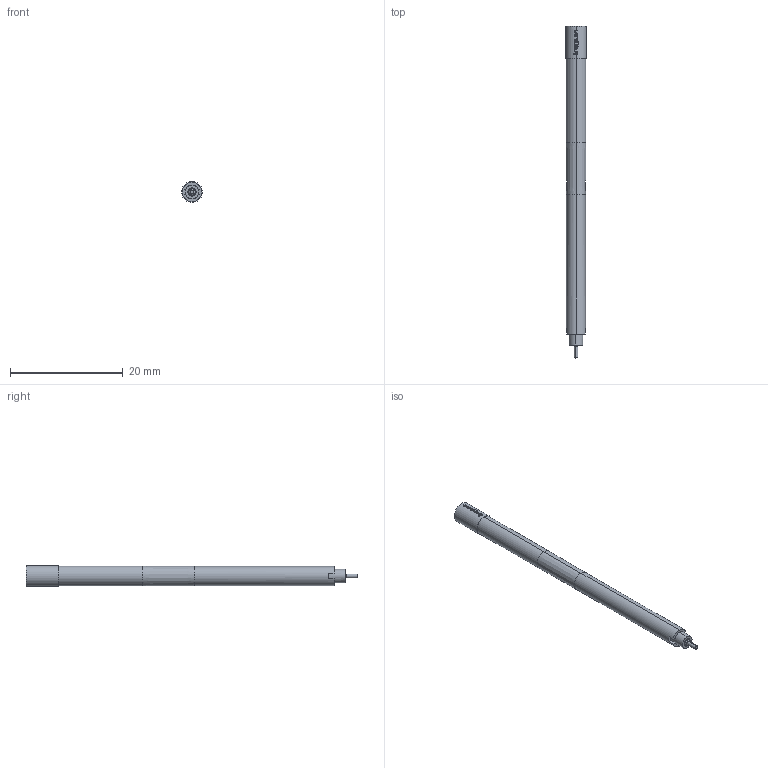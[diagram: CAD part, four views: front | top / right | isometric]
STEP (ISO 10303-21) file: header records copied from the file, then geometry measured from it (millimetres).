
FILE_DESCRIPTION (( 'STEP AP203' ), '1' );
FILE_NAME ('INGUN_KS-VF4_44_SC35.STEP', '2022-02-09T05:38:02', ( 'ochi' ), ( '' ), 'SwSTEP 2.0', 'SolidWorks 2018', '' );
FILE_SCHEMA (( 'CONFIG_CONTROL_DESIGN' ));
Length unit declared in the file: millimetre
Products named in the file (1): INGUN_KS-VF4_44_SC35
Bounding box: 3.7 x 59 x 3.7 mm (x, y, z)
Volume: 526.3 mm3; surface area: 639.4 mm2
Topology: 1 solids, 1 shells, 99 faces, 275 edges, 182 vertices
Faces by surface type: plane 53, bspline 22, cylinder 20, cone 2, torus 2
Entity records: 3548 total; most frequent: CARTESIAN_POINT 1077, ORIENTED_EDGE 550, DIRECTION 437, EDGE_CURVE 275, VERTEX_POINT 182, AXIS2_PLACEMENT_3D 170, EDGE_LOOP 103, FACE_OUTER_BOUND 99
